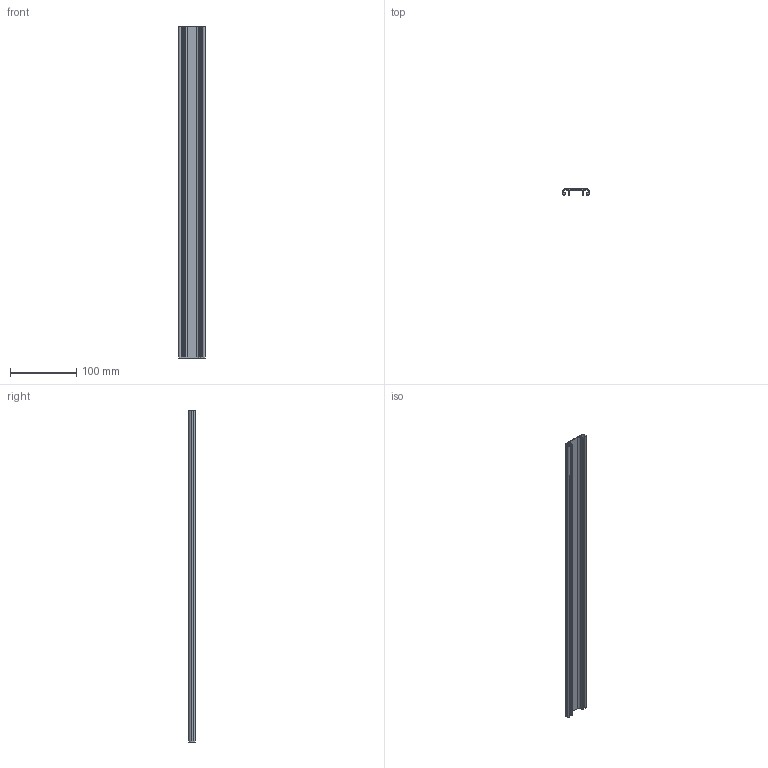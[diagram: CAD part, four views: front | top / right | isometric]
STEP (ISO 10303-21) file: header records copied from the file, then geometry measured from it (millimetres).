
FILE_DESCRIPTION (( 'STEP AP214' ), '1' );
FILE_NAME ('CONDUIT LID 40.STEP', '2013-05-06T06:17:04', ( '' ), ( '' ), 'SwSTEP 2.0', 'SolidWorks 2011', '' );
FILE_SCHEMA (( 'AUTOMOTIVE_DESIGN' ));
Length unit declared in the file: millimetre
Products named in the file (1): M1-2717_KK40D
Bounding box: 40 x 9.5 x 500 mm (x, y, z)
Surface area: 78277 mm2 (no closed solid volume)
Topology: 0 solids, 2 shells, 109 faces, 418 edges, 312 vertices
Faces by surface type: cylinder 61, plane 48
Entity records: 4928 total; most frequent: CARTESIAN_POINT 1391, ORIENTED_EDGE 736, DIRECTION 705, EDGE_CURVE 418, VERTEX_POINT 312, VECTOR 241, LINE 241, AXIS2_PLACEMENT_3D 232
